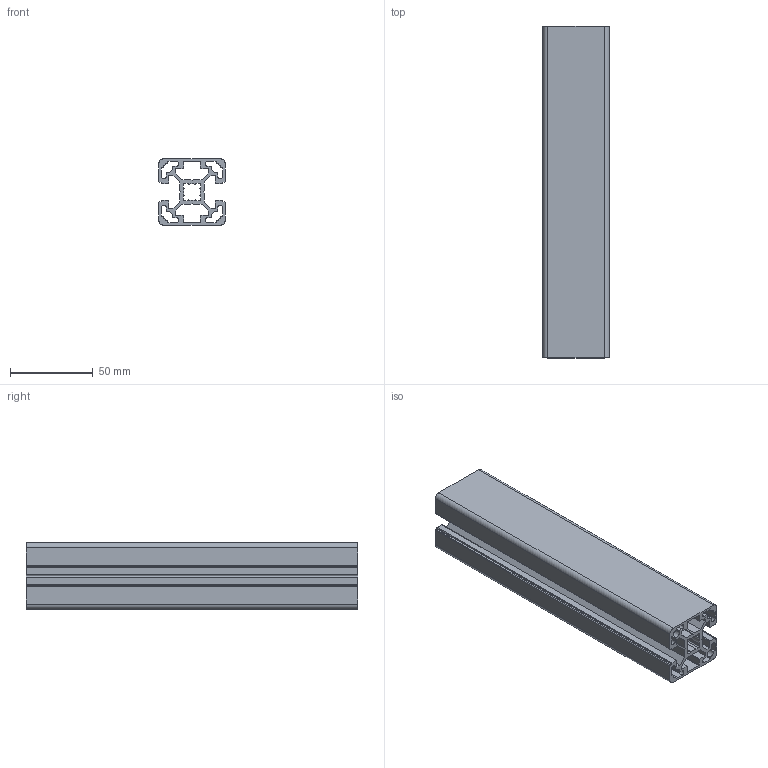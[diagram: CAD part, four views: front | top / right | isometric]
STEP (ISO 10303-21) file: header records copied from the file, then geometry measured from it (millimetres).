
FILE_DESCRIPTION (( 'STEP AP203' ), '1' );
FILE_NAME ('411993187_c_1.STEP', '2022-10-24T10:08:31', ( '' ), ( '' ), 'SwSTEP 2.0', 'SolidWorks 2014', '' );
FILE_SCHEMA (( 'CONFIG_CONTROL_DESIGN' ));
Length unit declared in the file: millimetre
Products named in the file (1): 411993187_c_1
Bounding box: 40 x 200 x 40 mm (x, y, z)
Volume: 119218.9 mm3; surface area: 109541 mm2
Topology: 1 solids, 1 shells, 165 faces, 489 edges, 326 vertices
Faces by surface type: plane 114, cylinder 51
Entity records: 5610 total; most frequent: CARTESIAN_POINT 981, ORIENTED_EDGE 978, DIRECTION 923, EDGE_CURVE 489, VECTOR 387, LINE 387, VERTEX_POINT 326, AXIS2_PLACEMENT_3D 268
